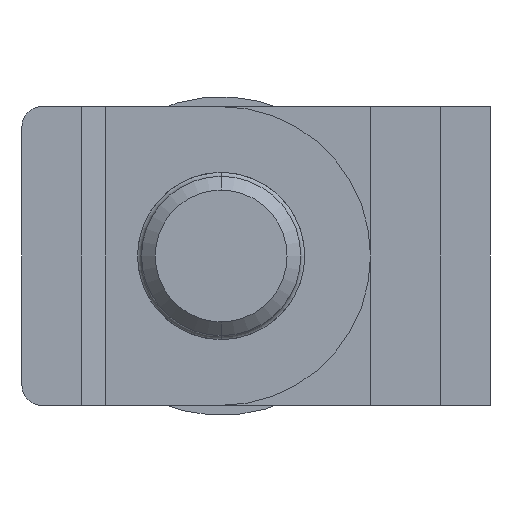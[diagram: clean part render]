
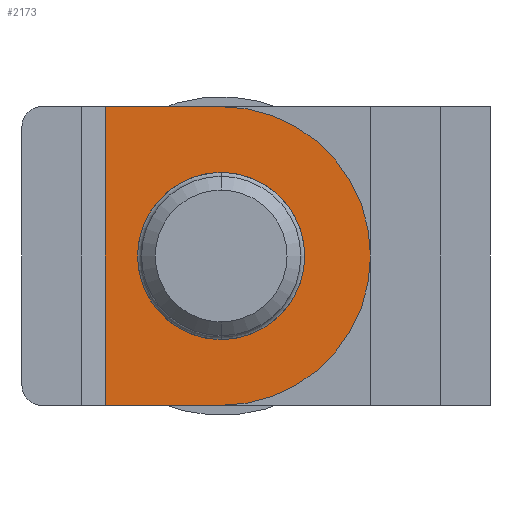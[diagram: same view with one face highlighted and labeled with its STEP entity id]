
A CAD part, front view. The second image highlights one B-rep face of the part: STEP entity #2173.
In plain terms, the highlighted planar face has unit normal (0, -1, 0).
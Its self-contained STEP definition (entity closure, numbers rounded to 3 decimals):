
#8 = CARTESIAN_POINT ( 'NONE',  ( 10., 1., -7.5 ) ) ;
#92 = CARTESIAN_POINT ( 'NONE',  ( 17.5, 1., 7.5 ) ) ;
#150 = CARTESIAN_POINT ( 'NONE',  ( 17.5, 1., 7.5 ) ) ;
#163 = AXIS2_PLACEMENT_3D ( 'NONE', #332, #1821, #532 ) ;
#223 = CARTESIAN_POINT ( 'NONE',  ( 17.5, 1., -7.5 ) ) ;
#299 = DIRECTION ( 'NONE',  ( -1., 0., 0. ) ) ;
#301 = AXIS2_PLACEMENT_3D ( 'NONE', #755, #2229, #977 ) ;
#327 = VECTOR ( 'NONE', #2069, 1000. ) ;
#332 = CARTESIAN_POINT ( 'NONE',  ( 10., 1., 0. ) ) ;
#358 = EDGE_CURVE ( 'NONE', #657, #827, #2344, .T. ) ;
#392 = FACE_OUTER_BOUND ( 'NONE', #1930, .T. ) ;
#402 = AXIS2_PLACEMENT_3D ( 'NONE', #1763, #479, #1975 ) ;
#413 = CARTESIAN_POINT ( 'NONE',  ( 10., 1., 7.5 ) ) ;
#439 = ORIENTED_EDGE ( 'NONE', *, *, #1834, .F. ) ;
#479 = DIRECTION ( 'NONE',  ( 0., -1., 0. ) ) ;
#532 = DIRECTION ( 'NONE',  ( -1., 0., 0. ) ) ;
#572 = ORIENTED_EDGE ( 'NONE', *, *, #922, .T. ) ;
#575 = CARTESIAN_POINT ( 'NONE',  ( 4.192, 1., 7.5 ) ) ;
#581 = VECTOR ( 'NONE', #2637, 1000. ) ;
#585 = EDGE_CURVE ( 'NONE', #1772, #2114, #2625, .T. ) ;
#597 = VECTOR ( 'NONE', #2514, 1000. ) ;
#642 = EDGE_CURVE ( 'NONE', #2114, #1772, #2088, .T. ) ;
#657 = VERTEX_POINT ( 'NONE', #2237 ) ;
#684 = EDGE_CURVE ( 'NONE', #1662, #1729, #1947, .T. ) ;
#737 = ORIENTED_EDGE ( 'NONE', *, *, #642, .T. ) ;
#755 = CARTESIAN_POINT ( 'NONE',  ( 10., 1., 0. ) ) ;
#807 = CARTESIAN_POINT ( 'NONE',  ( 4.192, 1., -7.5 ) ) ;
#827 = VERTEX_POINT ( 'NONE', #413 ) ;
#873 = CARTESIAN_POINT ( 'NONE',  ( 10., 1., 0. ) ) ;
#922 = EDGE_CURVE ( 'NONE', #1381, #657, #2096, .T. ) ;
#957 = AXIS2_PLACEMENT_3D ( 'NONE', #873, #2334, #1084 ) ;
#961 = AXIS2_PLACEMENT_3D ( 'NONE', #92, #1551, #299 ) ;
#977 = DIRECTION ( 'NONE',  ( -1., 0., 0. ) ) ;
#1072 = CARTESIAN_POINT ( 'NONE',  ( 10., 1., -4.2 ) ) ;
#1084 = DIRECTION ( 'NONE',  ( 1., 0., 0. ) ) ;
#1381 = VERTEX_POINT ( 'NONE', #8 ) ;
#1481 = EDGE_CURVE ( 'NONE', #1729, #1381, #2279, .T. ) ;
#1551 = DIRECTION ( 'NONE',  ( 0., 1., 0. ) ) ;
#1597 = EDGE_LOOP ( 'NONE', ( #2147, #737 ) ) ;
#1662 = VERTEX_POINT ( 'NONE', #2586 ) ;
#1717 = LINE ( 'NONE', #150, #581 ) ;
#1729 = VERTEX_POINT ( 'NONE', #807 ) ;
#1763 = CARTESIAN_POINT ( 'NONE',  ( 10., 1., 0. ) ) ;
#1772 = VERTEX_POINT ( 'NONE', #2612 ) ;
#1803 = ORIENTED_EDGE ( 'NONE', *, *, #358, .T. ) ;
#1821 = DIRECTION ( 'NONE',  ( 0., 1., 0. ) ) ;
#1834 = EDGE_CURVE ( 'NONE', #1662, #827, #1717, .T. ) ;
#1930 = EDGE_LOOP ( 'NONE', ( #2339, #572, #1803, #439, #2186 ) ) ;
#1947 = LINE ( 'NONE', #575, #327 ) ;
#1975 = DIRECTION ( 'NONE',  ( 1., 0., 0. ) ) ;
#1976 = PLANE ( 'NONE',  #961 ) ;
#2069 = DIRECTION ( 'NONE',  ( 0., 0., -1. ) ) ;
#2088 = CIRCLE ( 'NONE', #301, 4.2 ) ;
#2096 = CIRCLE ( 'NONE', #402, 7.5 ) ;
#2114 = VERTEX_POINT ( 'NONE', #1072 ) ;
#2147 = ORIENTED_EDGE ( 'NONE', *, *, #585, .T. ) ;
#2173 = ADVANCED_FACE ( 'NONE', ( #2615, #392 ), #1976, .F. ) ;
#2186 = ORIENTED_EDGE ( 'NONE', *, *, #684, .T. ) ;
#2229 = DIRECTION ( 'NONE',  ( 0., 1., 0. ) ) ;
#2237 = CARTESIAN_POINT ( 'NONE',  ( 17.5, 1., 0. ) ) ;
#2279 = LINE ( 'NONE', #223, #597 ) ;
#2334 = DIRECTION ( 'NONE',  ( 0., -1., 0. ) ) ;
#2339 = ORIENTED_EDGE ( 'NONE', *, *, #1481, .T. ) ;
#2344 = CIRCLE ( 'NONE', #957, 7.5 ) ;
#2514 = DIRECTION ( 'NONE',  ( 1., 0., 0. ) ) ;
#2586 = CARTESIAN_POINT ( 'NONE',  ( 4.192, 1., 7.5 ) ) ;
#2612 = CARTESIAN_POINT ( 'NONE',  ( 10., 1., 4.2 ) ) ;
#2615 = FACE_BOUND ( 'NONE', #1597, .T. ) ;
#2625 = CIRCLE ( 'NONE', #163, 4.2 ) ;
#2637 = DIRECTION ( 'NONE',  ( 1., 0., 0. ) ) ;
